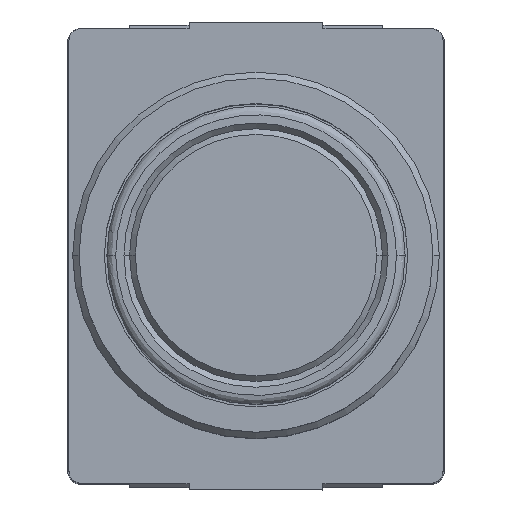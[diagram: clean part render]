
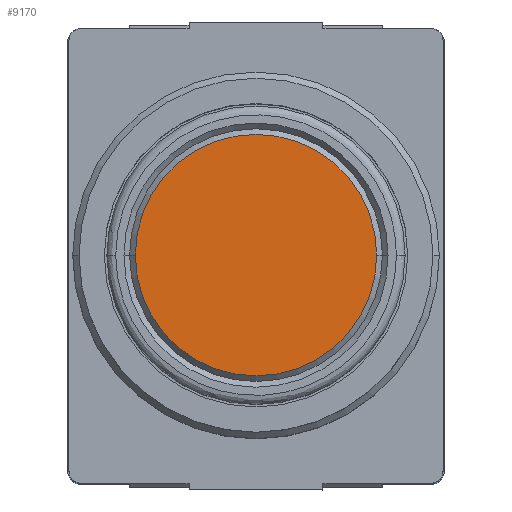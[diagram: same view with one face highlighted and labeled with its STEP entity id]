
A CAD part, top view. The second image highlights one B-rep face of the part: STEP entity #9170.
In plain terms, the highlighted planar face has unit normal (0, 0, 1).
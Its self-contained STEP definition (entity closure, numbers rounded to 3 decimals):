
#433 = FACE_OUTER_BOUND ( 'NONE', #3528, .T. ) ;
#437 = DIRECTION ( 'NONE',  ( -1., 0., 0. ) ) ;
#2468 = AXIS2_PLACEMENT_3D ( 'NONE', #4309, #7433, #437 ) ;
#2527 = CARTESIAN_POINT ( 'NONE',  ( 0., 0., 0. ) ) ;
#2546 = CARTESIAN_POINT ( 'NONE',  ( 9.55, 0., 0. ) ) ;
#2619 = ORIENTED_EDGE ( 'NONE', *, *, #9843, .T. ) ;
#2778 = DIRECTION ( 'NONE',  ( 1., 0., 0. ) ) ;
#3174 = CARTESIAN_POINT ( 'NONE',  ( -9.55, 0., 0. ) ) ;
#3500 = AXIS2_PLACEMENT_3D ( 'NONE', #2527, #5626, #8759 ) ;
#3528 = EDGE_LOOP ( 'NONE', ( #2619, #9580 ) ) ;
#3544 = PLANE ( 'NONE',  #6886 ) ;
#4309 = CARTESIAN_POINT ( 'NONE',  ( 0., 0., 0. ) ) ;
#5626 = DIRECTION ( 'NONE',  ( 0., 0., 1. ) ) ;
#5942 = EDGE_CURVE ( 'NONE', #9391, #8083, #6857, .T. ) ;
#6651 = CARTESIAN_POINT ( 'NONE',  ( -9.665, -9.665, 0. ) ) ;
#6857 = CIRCLE ( 'NONE', #2468, 9.55 ) ;
#6886 = AXIS2_PLACEMENT_3D ( 'NONE', #6651, #9777, #2778 ) ;
#7433 = DIRECTION ( 'NONE',  ( 0., 0., 1. ) ) ;
#7886 = CIRCLE ( 'NONE', #3500, 9.55 ) ;
#8083 = VERTEX_POINT ( 'NONE', #3174 ) ;
#8759 = DIRECTION ( 'NONE',  ( -1., 0., 0. ) ) ;
#9170 = ADVANCED_FACE ( 'NONE', ( #433 ), #3544, .T. ) ;
#9391 = VERTEX_POINT ( 'NONE', #2546 ) ;
#9580 = ORIENTED_EDGE ( 'NONE', *, *, #5942, .T. ) ;
#9777 = DIRECTION ( 'NONE',  ( 0., 0., 1. ) ) ;
#9843 = EDGE_CURVE ( 'NONE', #8083, #9391, #7886, .T. ) ;
